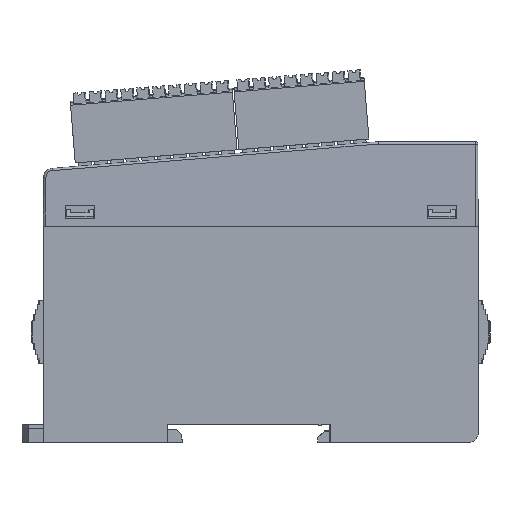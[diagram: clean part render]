
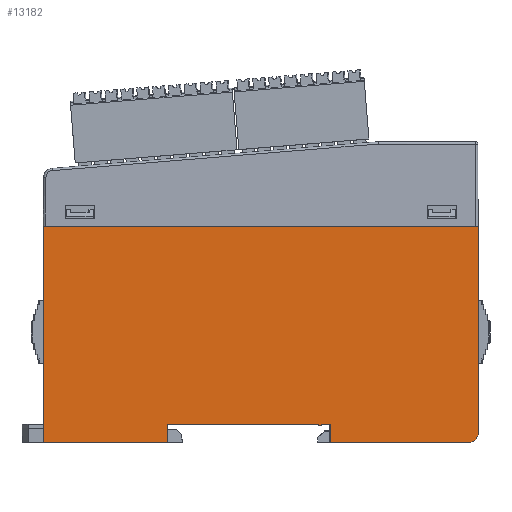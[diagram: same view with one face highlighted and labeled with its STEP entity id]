
A CAD part, left-side view. The second image highlights one B-rep face of the part: STEP entity #13182.
In plain terms, the highlighted planar face has unit normal (-1, 0, 0).
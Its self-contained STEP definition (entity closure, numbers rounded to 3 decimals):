
#11343=CIRCLE('',#60361,0.547);
#11365=CIRCLE('',#60897,2.);
#13182=ADVANCED_FACE('',(#17914),#15662,.T.);
#15662=PLANE('',#60898);
#17914=FACE_OUTER_BOUND('',#20465,.T.);
#20465=EDGE_LOOP('',(#25656,#25657,#25658,#25659,#25660,#25661,#25662,#25663,
#25664,#25665,#25666));
#25656=ORIENTED_EDGE('',*,*,#41656,.F.);
#25657=ORIENTED_EDGE('',*,*,#43338,.T.);
#25658=ORIENTED_EDGE('',*,*,#43339,.T.);
#25659=ORIENTED_EDGE('',*,*,#41790,.F.);
#25660=ORIENTED_EDGE('',*,*,#41815,.F.);
#25661=ORIENTED_EDGE('',*,*,#42065,.F.);
#25662=ORIENTED_EDGE('',*,*,#41648,.F.);
#25663=ORIENTED_EDGE('',*,*,#43121,.F.);
#25664=ORIENTED_EDGE('',*,*,#42093,.T.);
#25665=ORIENTED_EDGE('',*,*,#43340,.T.);
#25666=ORIENTED_EDGE('',*,*,#42059,.F.);
#36984=VERTEX_POINT('',#77217);
#36985=VERTEX_POINT('',#77219);
#36992=VERTEX_POINT('',#77234);
#36993=VERTEX_POINT('',#77236);
#37092=VERTEX_POINT('',#77514);
#37093=VERTEX_POINT('',#77516);
#37115=VERTEX_POINT('',#77563);
#37344=VERTEX_POINT('',#78073);
#37368=VERTEX_POINT('',#78139);
#37369=VERTEX_POINT('',#78141);
#38118=VERTEX_POINT('',#83431);
#41648=EDGE_CURVE('',#36984,#36985,#48632,.T.);
#41656=EDGE_CURVE('',#36992,#36993,#48640,.T.);
#41790=EDGE_CURVE('',#37092,#37093,#48751,.T.);
#41815=EDGE_CURVE('',#37115,#37092,#48773,.T.);
#42059=EDGE_CURVE('',#36993,#37344,#49009,.T.);
#42065=EDGE_CURVE('',#36985,#37115,#49015,.T.);
#42093=EDGE_CURVE('',#37369,#37368,#11343,.T.);
#43121=EDGE_CURVE('',#37369,#36984,#50065,.T.);
#43338=EDGE_CURVE('',#36992,#38118,#11365,.T.);
#43339=EDGE_CURVE('',#38118,#37093,#50187,.T.);
#43340=EDGE_CURVE('',#37368,#37344,#50188,.T.);
#48632=LINE('',#77218,#54601);
#48640=LINE('',#77235,#54609);
#48751=LINE('',#77515,#54720);
#48773=LINE('',#77564,#54742);
#49009=LINE('',#78072,#54978);
#49015=LINE('',#78083,#54984);
#50065=LINE('',#80205,#56034);
#50187=LINE('',#83432,#56156);
#50188=LINE('',#83433,#56157);
#54601=VECTOR('',#64078,1.);
#54609=VECTOR('',#64088,1.);
#54720=VECTOR('',#64337,1.);
#54742=VECTOR('',#64367,1.);
#54978=VECTOR('',#64643,1.);
#54984=VECTOR('',#64651,1.);
#56034=VECTOR('',#66565,1.);
#56156=VECTOR('',#66923,1.);
#56157=VECTOR('',#66924,1.);
#60361=AXIS2_PLACEMENT_3D('',#78140,#64700,#64701);
#60897=AXIS2_PLACEMENT_3D('',#83430,#66921,#66922);
#60898=AXIS2_PLACEMENT_3D('',#83434,#66925,#66926);
#64078=DIRECTION('',(0.,0.017,-1.));
#64088=DIRECTION('',(0.,1.,0.));
#64337=DIRECTION('',(0.,-1.,0.));
#64367=DIRECTION('',(0.,0.,1.));
#64643=DIRECTION('',(0.,0.,1.));
#64651=DIRECTION('',(0.,1.,0.));
#64700=DIRECTION('',(-1.,0.,0.));
#64701=DIRECTION('',(0.,0.,-1.));
#66565=DIRECTION('',(0.,1.,0.));
#66921=DIRECTION('',(-1.,0.,0.));
#66922=DIRECTION('',(0.,0.,1.));
#66923=DIRECTION('',(0.,0.,1.));
#66924=DIRECTION('',(0.,-1.,0.));
#66925=DIRECTION('',(-1.,0.,0.));
#66926=DIRECTION('',(0.,-1.,0.));
#77217=CARTESIAN_POINT('',(-330.588,296.312,-32.797));
#77218=CARTESIAN_POINT('',(-330.588,296.312,-32.797));
#77219=CARTESIAN_POINT('',(-330.588,296.381,-36.801));
#77234=CARTESIAN_POINT('',(-330.588,229.994,-36.801));
#77235=CARTESIAN_POINT('',(-330.588,248.389,-36.801));
#77236=CARTESIAN_POINT('',(-330.588,260.553,-36.801));
#77514=CARTESIAN_POINT('',(-330.588,323.589,10.693));
#77515=CARTESIAN_POINT('',(-330.588,278.544,10.693));
#77516=CARTESIAN_POINT('',(-330.588,227.994,10.693));
#77563=CARTESIAN_POINT('',(-330.588,323.589,-36.801));
#77564=CARTESIAN_POINT('',(-330.588,323.589,-42.437));
#78072=CARTESIAN_POINT('',(-330.588,260.553,-39.127));
#78073=CARTESIAN_POINT('',(-330.588,260.553,-32.797));
#78083=CARTESIAN_POINT('',(-330.588,309.95,-36.801));
#78139=CARTESIAN_POINT('',(-330.588,262.274,-32.797));
#78140=CARTESIAN_POINT('',(-330.588,262.786,-32.605));
#78141=CARTESIAN_POINT('',(-330.588,263.298,-32.797));
#80205=CARTESIAN_POINT('',(-330.588,278.544,-32.797));
#83430=CARTESIAN_POINT('',(-330.588,229.994,-34.801));
#83431=CARTESIAN_POINT('',(-330.588,227.994,-34.801));
#83432=CARTESIAN_POINT('',(-330.588,227.994,-9.273));
#83433=CARTESIAN_POINT('',(-330.588,278.544,-32.797));
#83434=CARTESIAN_POINT('',(-330.588,278.544,-42.437));
